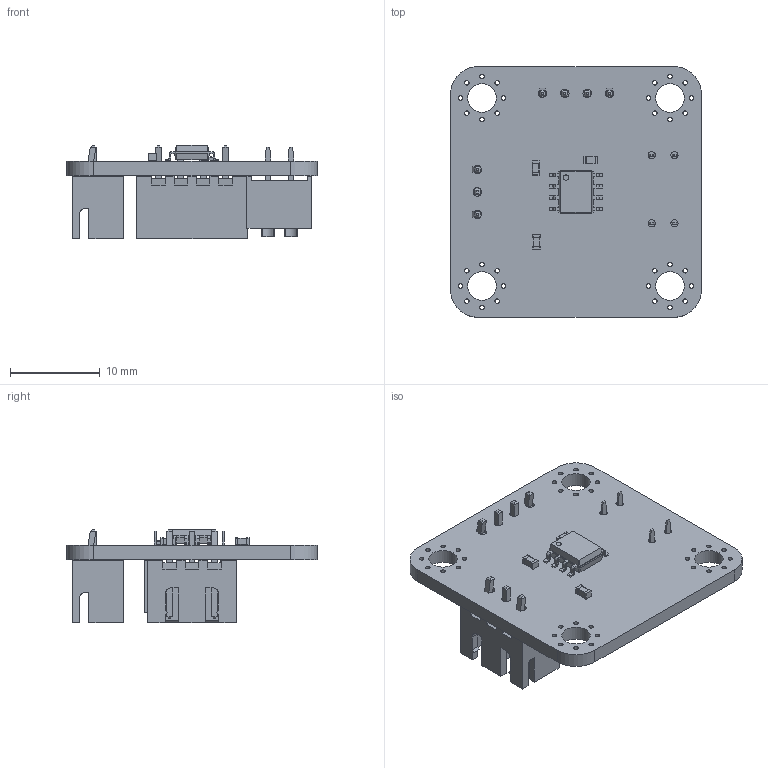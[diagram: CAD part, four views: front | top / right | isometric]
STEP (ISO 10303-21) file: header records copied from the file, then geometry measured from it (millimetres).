
FILE_DESCRIPTION(('KiCad electronic assembly'),'2;1');
FILE_NAME('ENCODER.step','2023-03-31T19:20:00',('Pcbnew'),('Kicad'), 'Open CASCADE STEP processor 7.6','KiCad to STEP converter','Unknown' );
FILE_SCHEMA(('AUTOMOTIVE_DESIGN { 1 0 10303 214 1 1 1 1 }'));
Length unit declared in the file: millimetre
Products named in the file (14): ENCODER 1; C_0603_1608Metric; SOLID; SOIC-8_3.9x4.9mm_P1.27mm; R_0603_1608Metric; JST_XH_B4B-XH-A_1x04_P2.50mm_Vertical; JST_XH_B3B-XH-A_1x03_P2.50mm_Vertical; SW_DIP_SPSTx02_Slide_9.78x7.26mm_W7.62mm_P2.54mm; ENCODER PCB
Assembly tree (14 placements, depth 3):
  ENCODER 1
    C_0603_1608Metric  x2
      SOLID
    SOIC-8_3.9x4.9mm_P1.27mm
      SOLID
    R_0603_1608Metric
      SOLID
    JST_XH_B4B-XH-A_1x04_P2.50mm_Vertical
      SOLID
    JST_XH_B3B-XH-A_1x03_P2.50mm_Vertical
      SOLID
    SW_DIP_SPSTx02_Slide_9.78x7.26mm_W7.62mm_P2.54mm
      SOLID
    ENCODER PCB
Bounding box: 28 x 28 x 10.45 mm (x, y, z)
Volume: 2041.4 mm3; surface area: 3454.2 mm2
Topology: 8 solids, 8 shells, 630 faces, 1659 edges, 1071 vertices
Faces by surface type: bspline 573, cylinder 51, plane 6
Full cylindrical faces by diameter (mm): 0.5 x32, 0.8 x4, 0.95 x7, 3.2 x4
Entity records: 39622 total; most frequent: CARTESIAN_POINT 13760, B_SPLINE_CURVE_WITH_KNOTS 4006, ORIENTED_EDGE 3174, PCURVE 3174, DEFINITIONAL_REPRESENTATION 3174, EDGE_CURVE 1587, SURFACE_CURVE 1539, VERTEX_POINT 1023
